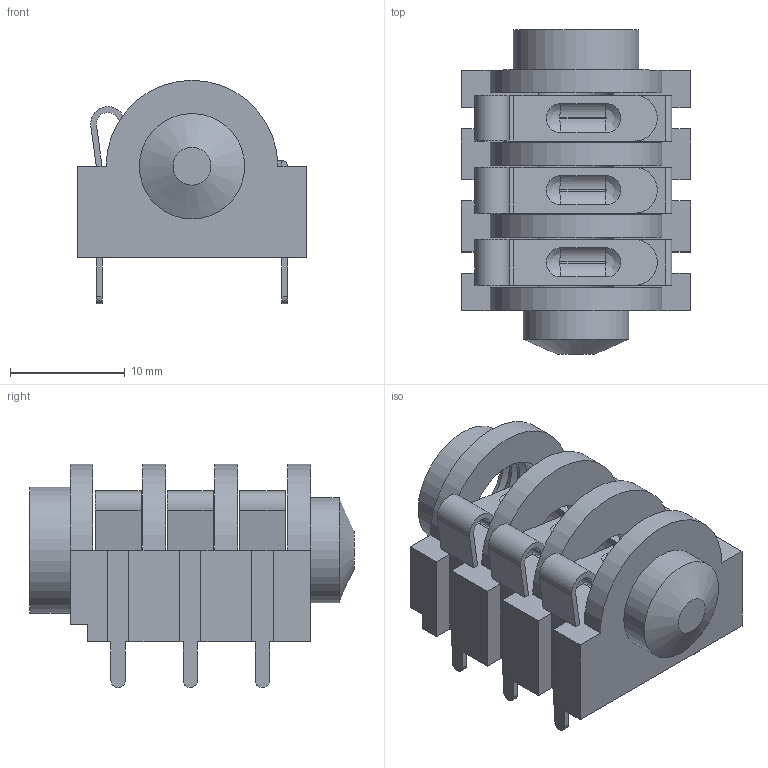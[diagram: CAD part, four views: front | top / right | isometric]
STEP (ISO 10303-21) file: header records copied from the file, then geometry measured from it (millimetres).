
FILE_DESCRIPTION(/* description */ (''),/* implementation_level */ '2;1');
FILE_NAME(/* name */ 'A-1122 20mm.step',/* time_stamp */ '2021-07-11T21:05:26+03:00',/* author */ (''),/* organization */ (''),/* preprocessor_version */ 'ST-DEVELOPER v18.1',/* originating_system */ 'Autodesk Translation Framework v10.9.0.1377',/* authorisation */ '');
FILE_SCHEMA (('AUTOMOTIVE_DESIGN { 1 0 10303 214 3 1 1 }'));
Length unit declared in the file: millimetre
Products named in the file (1): Tayda A-1122 20mm
Bounding box: 20 x 28.3 x 19.5 mm (x, y, z)
Volume: 2938.3 mm3; surface area: 4966.6 mm2
Topology: 7 solids, 7 shells, 290 faces, 786 edges, 515 vertices
Faces by surface type: plane 207, cylinder 61, bspline 20, cone 2
Full cylindrical faces by diameter (mm): 6.5 x1, 8.3 x2, 8.473 x1, 9.2 x1, 9.525 x2, 11 x1
Entity records: 10212 total; most frequent: CARTESIAN_POINT 2812, ORIENTED_EDGE 1572, DIRECTION 1473, EDGE_CURVE 786, LINE 587, VECTOR 587, VERTEX_POINT 515, AXIS2_PLACEMENT_3D 443
